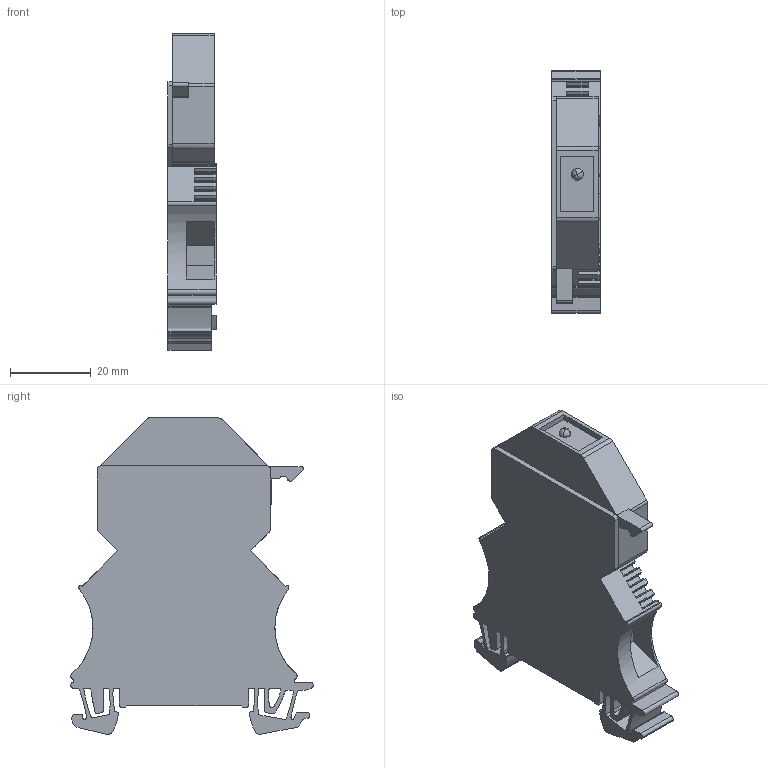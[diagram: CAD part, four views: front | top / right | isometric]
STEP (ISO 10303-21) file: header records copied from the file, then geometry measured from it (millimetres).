
FILE_DESCRIPTION(('CATIA V5 STEP Exchange','CAx-IF Rec.Pracs.--- Model Styling and Organization---1.4--- 2014-01-23'),'2;1');
FILE_NAME ('D1446612_0', '2020-04-17T08:40:32+00:00', ('none'), ('Weidmueller'), 'CATIA Version 5-6 Release 2016 SP3 HF44', 'CATIA V5 STEP AP214', 'none');
FILE_SCHEMA(('AUTOMOTIVE_DESIGN { 1 0 10303 214 1 1 1 1 }'));
Length unit declared in the file: millimetre
Products named in the file (1): 1014300000_WSI_6-2-LD_60-150V_DC-AC
Bounding box: 11.9 x 60 x 78.4 mm (x, y, z)
Volume: 34383.4 mm3; surface area: 12733.3 mm2
Topology: 2 solids, 2 shells, 337 faces, 1057 edges, 722 vertices
Faces by surface type: plane 218, cylinder 108, extrusion 7, sphere 4
Entity records: 11848 total; most frequent: CARTESIAN_POINT 2307, ORIENTED_EDGE 2098, DIRECTION 1594, EDGE_CURVE 1049, VECTOR 773, LINE 766, VERTEX_POINT 720, AXIS2_PLACEMENT_3D 529
